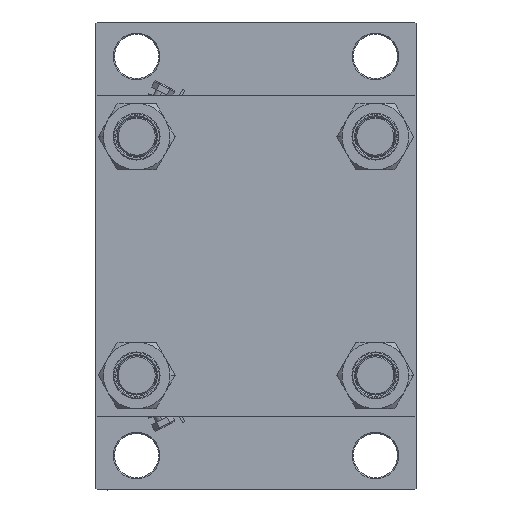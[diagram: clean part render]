
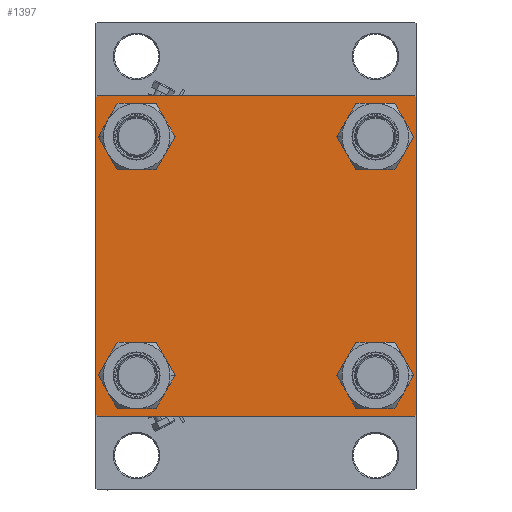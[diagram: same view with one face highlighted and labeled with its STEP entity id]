
A CAD part, left-side view. The second image highlights one B-rep face of the part: STEP entity #1397.
In plain terms, the highlighted planar face has unit normal (-1, 0, 0).
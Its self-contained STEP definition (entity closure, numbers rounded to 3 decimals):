
#1397 = ADVANCED_FACE ( 'NONE', ( #32025, #32267, #5110, #47326, #9784 ), #5835, .T. ) ;
#1410 = DIRECTION ( 'NONE',  ( -1., 0., 0. ) ) ;
#1664 = EDGE_CURVE ( 'NONE', #28960, #4855, #48197, .T. ) ;
#2390 = ORIENTED_EDGE ( 'NONE', *, *, #34748, .T. ) ;
#3174 = DIRECTION ( 'NONE',  ( 0., -1., 0. ) ) ;
#3557 = VERTEX_POINT ( 'NONE', #37451 ) ;
#4209 = ORIENTED_EDGE ( 'NONE', *, *, #37764, .T. ) ;
#4369 = EDGE_CURVE ( 'NONE', #18305, #12806, #23809, .T. ) ;
#4567 = CARTESIAN_POINT ( 'NONE',  ( 0., 48.45, -48.45 ) ) ;
#4576 = AXIS2_PLACEMENT_3D ( 'NONE', #42767, #43007, #38323 ) ;
#4855 = VERTEX_POINT ( 'NONE', #48378 ) ;
#5110 = FACE_BOUND ( 'NONE', #47314, .T. ) ;
#5835 = PLANE ( 'NONE',  #17416 ) ;
#6123 = VERTEX_POINT ( 'NONE', #42651 ) ;
#6139 = EDGE_LOOP ( 'NONE', ( #19151, #15433 ) ) ;
#6366 = EDGE_CURVE ( 'NONE', #42512, #6123, #23825, .T. ) ;
#7127 = VERTEX_POINT ( 'NONE', #11744 ) ;
#7831 = ORIENTED_EDGE ( 'NONE', *, *, #6366, .T. ) ;
#8691 = CARTESIAN_POINT ( 'NONE',  ( 0., 65., 65. ) ) ;
#8824 = CARTESIAN_POINT ( 'NONE',  ( 0., 48.45, 39.95 ) ) ;
#8843 = CARTESIAN_POINT ( 'NONE',  ( 0., 65., -64.5 ) ) ;
#8983 = CIRCLE ( 'NONE', #10555, 8.5 ) ;
#9011 = VERTEX_POINT ( 'NONE', #22956 ) ;
#9784 = FACE_OUTER_BOUND ( 'NONE', #36045, .T. ) ;
#10555 = AXIS2_PLACEMENT_3D ( 'NONE', #48603, #33555, #10582 ) ;
#10582 = DIRECTION ( 'NONE',  ( 0., 0., 1. ) ) ;
#10740 = ORIENTED_EDGE ( 'NONE', *, *, #22061, .T. ) ;
#10946 = DIRECTION ( 'NONE',  ( 1., 0., 0. ) ) ;
#10996 = DIRECTION ( 'NONE',  ( 1., 0., 0. ) ) ;
#11417 = VECTOR ( 'NONE', #3174, 1000. ) ;
#11427 = CARTESIAN_POINT ( 'NONE',  ( 0., 48.45, 48.45 ) ) ;
#11459 = ORIENTED_EDGE ( 'NONE', *, *, #16695, .T. ) ;
#11744 = CARTESIAN_POINT ( 'NONE',  ( 0., -48.45, -39.95 ) ) ;
#11883 = LINE ( 'NONE', #15599, #38625 ) ;
#12067 = CARTESIAN_POINT ( 'NONE',  ( 0., -48.45, -48.45 ) ) ;
#12695 = ORIENTED_EDGE ( 'NONE', *, *, #38499, .T. ) ;
#12806 = VERTEX_POINT ( 'NONE', #31433 ) ;
#13690 = ORIENTED_EDGE ( 'NONE', *, *, #26436, .T. ) ;
#14008 = EDGE_CURVE ( 'NONE', #18305, #6123, #37031, .T. ) ;
#15260 = CARTESIAN_POINT ( 'NONE',  ( 0., -48.45, 39.95 ) ) ;
#15433 = ORIENTED_EDGE ( 'NONE', *, *, #1664, .T. ) ;
#15532 = VERTEX_POINT ( 'NONE', #31770 ) ;
#15599 = CARTESIAN_POINT ( 'NONE',  ( 0., -64.75, -64.75 ) ) ;
#16695 = EDGE_CURVE ( 'NONE', #41475, #24218, #39918, .T. ) ;
#17416 = AXIS2_PLACEMENT_3D ( 'NONE', #20665, #1410, #31300 ) ;
#17523 = VECTOR ( 'NONE', #21558, 1000. ) ;
#17579 = VECTOR ( 'NONE', #46722, 1000. ) ;
#18305 = VERTEX_POINT ( 'NONE', #34139 ) ;
#18588 = LINE ( 'NONE', #22302, #25493 ) ;
#18657 = AXIS2_PLACEMENT_3D ( 'NONE', #26718, #34855, #38817 ) ;
#19147 = ORIENTED_EDGE ( 'NONE', *, *, #28517, .T. ) ;
#19151 = ORIENTED_EDGE ( 'NONE', *, *, #46180, .T. ) ;
#19567 = CIRCLE ( 'NONE', #4576, 8.5 ) ;
#19637 = DIRECTION ( 'NONE',  ( 0., 0., 1. ) ) ;
#20501 = VERTEX_POINT ( 'NONE', #8824 ) ;
#20554 = ORIENTED_EDGE ( 'NONE', *, *, #37649, .T. ) ;
#20665 = CARTESIAN_POINT ( 'NONE',  ( 0., 0., 0. ) ) ;
#21558 = DIRECTION ( 'NONE',  ( 0., 0.707, -0.707 ) ) ;
#21876 = CARTESIAN_POINT ( 'NONE',  ( 0., 48.45, -56.95 ) ) ;
#22061 = EDGE_CURVE ( 'NONE', #24218, #41475, #19567, .T. ) ;
#22145 = ORIENTED_EDGE ( 'NONE', *, *, #4369, .T. ) ;
#22302 = CARTESIAN_POINT ( 'NONE',  ( 0., 65., -65. ) ) ;
#22956 = CARTESIAN_POINT ( 'NONE',  ( 0., -64.5, -65. ) ) ;
#22961 = DIRECTION ( 'NONE',  ( 0., 0., 1. ) ) ;
#23131 = CIRCLE ( 'NONE', #27080, 8.5 ) ;
#23399 = ORIENTED_EDGE ( 'NONE', *, *, #39887, .T. ) ;
#23708 = LINE ( 'NONE', #46420, #41808 ) ;
#23758 = AXIS2_PLACEMENT_3D ( 'NONE', #30993, #10996, #34209 ) ;
#23809 = LINE ( 'NONE', #38880, #17523 ) ;
#23825 = LINE ( 'NONE', #46531, #34169 ) ;
#24218 = VERTEX_POINT ( 'NONE', #39075 ) ;
#24378 = DIRECTION ( 'NONE',  ( 0., 0., -1. ) ) ;
#25493 = VECTOR ( 'NONE', #41303, 1000. ) ;
#26436 = EDGE_CURVE ( 'NONE', #9011, #39647, #11883, .T. ) ;
#26718 = CARTESIAN_POINT ( 'NONE',  ( 0., -48.45, 48.45 ) ) ;
#26801 = EDGE_CURVE ( 'NONE', #3557, #7127, #36278, .T. ) ;
#27080 = AXIS2_PLACEMENT_3D ( 'NONE', #11427, #10946, #48716 ) ;
#27288 = DIRECTION ( 'NONE',  ( 0., 0.707, 0.707 ) ) ;
#27612 = AXIS2_PLACEMENT_3D ( 'NONE', #12067, #35052, #22961 ) ;
#28517 = EDGE_CURVE ( 'NONE', #34790, #35906, #23708, .T. ) ;
#28960 = VERTEX_POINT ( 'NONE', #15260 ) ;
#29399 = EDGE_LOOP ( 'NONE', ( #23399, #31177 ) ) ;
#30275 = EDGE_LOOP ( 'NONE', ( #12695, #2390 ) ) ;
#30784 = CARTESIAN_POINT ( 'NONE',  ( 0., 64.5, -65. ) ) ;
#30993 = CARTESIAN_POINT ( 'NONE',  ( 0., -48.45, 48.45 ) ) ;
#31177 = ORIENTED_EDGE ( 'NONE', *, *, #26801, .T. ) ;
#31300 = DIRECTION ( 'NONE',  ( 0., 0., 1. ) ) ;
#31433 = CARTESIAN_POINT ( 'NONE',  ( 0., 65., 64.5 ) ) ;
#31767 = LINE ( 'NONE', #43148, #33447 ) ;
#31770 = CARTESIAN_POINT ( 'NONE',  ( 0., 48.45, 56.95 ) ) ;
#32025 = FACE_BOUND ( 'NONE', #6139, .T. ) ;
#32267 = FACE_BOUND ( 'NONE', #29399, .T. ) ;
#32571 = CIRCLE ( 'NONE', #38907, 8.5 ) ;
#32855 = CIRCLE ( 'NONE', #18657, 8.5 ) ;
#33313 = CARTESIAN_POINT ( 'NONE',  ( 0., 65., 65. ) ) ;
#33447 = VECTOR ( 'NONE', #24378, 1000. ) ;
#33555 = DIRECTION ( 'NONE',  ( 1., 0., 0. ) ) ;
#34139 = CARTESIAN_POINT ( 'NONE',  ( 0., 64.5, 65. ) ) ;
#34169 = VECTOR ( 'NONE', #27288, 1000. ) ;
#34209 = DIRECTION ( 'NONE',  ( 0., 0., 1. ) ) ;
#34210 = DIRECTION ( 'NONE',  ( 1., 0., 0. ) ) ;
#34219 = ORIENTED_EDGE ( 'NONE', *, *, #41310, .F. ) ;
#34748 = EDGE_CURVE ( 'NONE', #20501, #15532, #32571, .T. ) ;
#34790 = VERTEX_POINT ( 'NONE', #8843 ) ;
#34855 = DIRECTION ( 'NONE',  ( 1., 0., 0. ) ) ;
#35052 = DIRECTION ( 'NONE',  ( 1., 0., 0. ) ) ;
#35208 = AXIS2_PLACEMENT_3D ( 'NONE', #4567, #34210, #19637 ) ;
#35906 = VERTEX_POINT ( 'NONE', #30784 ) ;
#36045 = EDGE_LOOP ( 'NONE', ( #4209, #19147, #20554, #13690, #34219, #7831, #47115, #22145 ) ) ;
#36278 = CIRCLE ( 'NONE', #27612, 8.5 ) ;
#37031 = LINE ( 'NONE', #33313, #11417 ) ;
#37451 = CARTESIAN_POINT ( 'NONE',  ( 0., -48.45, -56.95 ) ) ;
#37649 = EDGE_CURVE ( 'NONE', #35906, #9011, #18588, .T. ) ;
#37764 = EDGE_CURVE ( 'NONE', #12806, #34790, #42795, .T. ) ;
#38085 = DIRECTION ( 'NONE',  ( 0., -0.707, 0.707 ) ) ;
#38323 = DIRECTION ( 'NONE',  ( 0., 0., 1. ) ) ;
#38499 = EDGE_CURVE ( 'NONE', #15532, #20501, #23131, .T. ) ;
#38625 = VECTOR ( 'NONE', #38085, 1000. ) ;
#38817 = DIRECTION ( 'NONE',  ( 0., 0., 1. ) ) ;
#38880 = CARTESIAN_POINT ( 'NONE',  ( 0., 64.75, 64.75 ) ) ;
#38907 = AXIS2_PLACEMENT_3D ( 'NONE', #42938, #38992, #39242 ) ;
#38992 = DIRECTION ( 'NONE',  ( 1., 0., 0. ) ) ;
#39075 = CARTESIAN_POINT ( 'NONE',  ( 0., 48.45, -39.95 ) ) ;
#39242 = DIRECTION ( 'NONE',  ( 0., 0., 1. ) ) ;
#39647 = VERTEX_POINT ( 'NONE', #44734 ) ;
#39887 = EDGE_CURVE ( 'NONE', #7127, #3557, #8983, .T. ) ;
#39918 = CIRCLE ( 'NONE', #35208, 8.5 ) ;
#41303 = DIRECTION ( 'NONE',  ( 0., -1., 0. ) ) ;
#41310 = EDGE_CURVE ( 'NONE', #42512, #39647, #31767, .T. ) ;
#41475 = VERTEX_POINT ( 'NONE', #21876 ) ;
#41678 = CARTESIAN_POINT ( 'NONE',  ( 0., -65., 64.5 ) ) ;
#41808 = VECTOR ( 'NONE', #42485, 1000. ) ;
#42485 = DIRECTION ( 'NONE',  ( 0., -0.707, -0.707 ) ) ;
#42512 = VERTEX_POINT ( 'NONE', #41678 ) ;
#42651 = CARTESIAN_POINT ( 'NONE',  ( 0., -64.5, 65. ) ) ;
#42767 = CARTESIAN_POINT ( 'NONE',  ( 0., 48.45, -48.45 ) ) ;
#42795 = LINE ( 'NONE', #8691, #17579 ) ;
#42938 = CARTESIAN_POINT ( 'NONE',  ( 0., 48.45, 48.45 ) ) ;
#43007 = DIRECTION ( 'NONE',  ( 1., 0., 0. ) ) ;
#43148 = CARTESIAN_POINT ( 'NONE',  ( 0., -65., 65. ) ) ;
#44734 = CARTESIAN_POINT ( 'NONE',  ( 0., -65., -64.5 ) ) ;
#46180 = EDGE_CURVE ( 'NONE', #4855, #28960, #32855, .T. ) ;
#46420 = CARTESIAN_POINT ( 'NONE',  ( 0., 64.75, -64.75 ) ) ;
#46531 = CARTESIAN_POINT ( 'NONE',  ( 0., -64.75, 64.75 ) ) ;
#46722 = DIRECTION ( 'NONE',  ( 0., 0., -1. ) ) ;
#47115 = ORIENTED_EDGE ( 'NONE', *, *, #14008, .F. ) ;
#47314 = EDGE_LOOP ( 'NONE', ( #10740, #11459 ) ) ;
#47326 = FACE_BOUND ( 'NONE', #30275, .T. ) ;
#48197 = CIRCLE ( 'NONE', #23758, 8.5 ) ;
#48378 = CARTESIAN_POINT ( 'NONE',  ( 0., -48.45, 56.95 ) ) ;
#48603 = CARTESIAN_POINT ( 'NONE',  ( 0., -48.45, -48.45 ) ) ;
#48716 = DIRECTION ( 'NONE',  ( 0., 0., 1. ) ) ;
